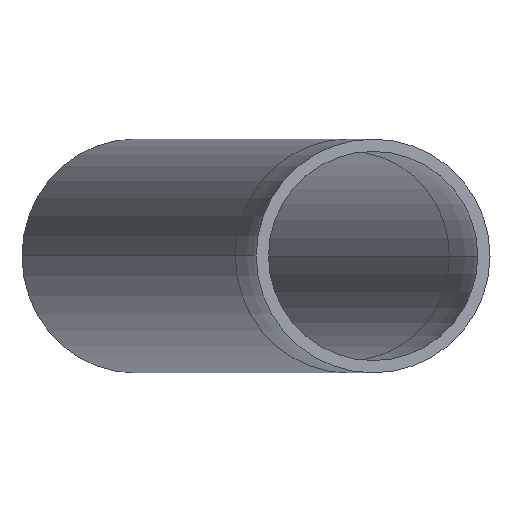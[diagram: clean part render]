
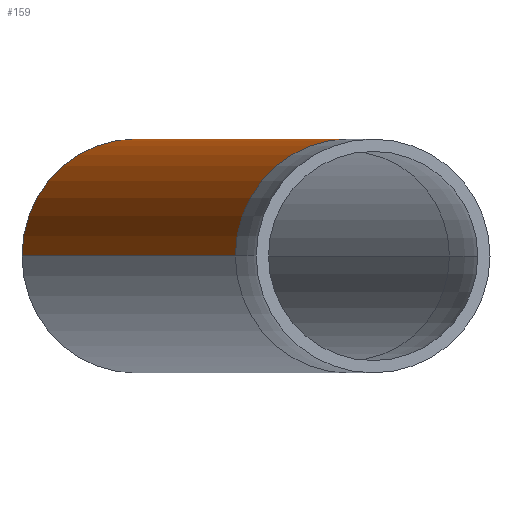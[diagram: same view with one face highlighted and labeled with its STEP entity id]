
A CAD part, left-side view. The second image highlights one B-rep face of the part: STEP entity #159.
In plain terms, the highlighted cylindrical face has radius 57.15 mm (diameter 114.3 mm), a partial arc.
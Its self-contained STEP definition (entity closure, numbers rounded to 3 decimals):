
#1 = DIRECTION ( 'NONE',  ( -0.966, -0.259, 0. ) ) ;
#15 = EDGE_LOOP ( 'NONE', ( #21, #423, #223, #392 ) ) ;
#21 = ORIENTED_EDGE ( 'NONE', *, *, #25, .F. ) ;
#25 = EDGE_CURVE ( 'NONE', #164, #458, #167, .T. ) ;
#31 = EDGE_CURVE ( 'NONE', #458, #44, #137, .T. ) ;
#44 = VERTEX_POINT ( 'NONE', #451 ) ;
#60 = CARTESIAN_POINT ( 'NONE',  ( 884.667, 116.469, 0. ) ) ;
#66 = CARTESIAN_POINT ( 'NONE',  ( 480.48, 67.333, 0. ) ) ;
#75 = DIRECTION ( 'NONE',  ( -0.966, -0.259, 0. ) ) ;
#97 = DIRECTION ( 'NONE',  ( -0.966, -0.259, 0. ) ) ;
#117 = AXIS2_PLACEMENT_3D ( 'NONE', #60, #440, #486 ) ;
#121 = VERTEX_POINT ( 'NONE', #66 ) ;
#129 = VECTOR ( 'NONE', #75, 1000. ) ;
#137 = LINE ( 'NONE', #154, #462 ) ;
#144 = AXIS2_PLACEMENT_3D ( 'NONE', #444, #97, #255 ) ;
#151 = DIRECTION ( 'NONE',  ( -0.259, 0.966, 0. ) ) ;
#154 = CARTESIAN_POINT ( 'NONE',  ( 899.458, 61.266, 0. ) ) ;
#157 = EDGE_CURVE ( 'NONE', #121, #44, #290, .T. ) ;
#159 = ADVANCED_FACE ( 'NONE', ( #329 ), #480, .T. ) ;
#163 = CARTESIAN_POINT ( 'NONE',  ( 869.875, 171.671, 0. ) ) ;
#164 = VERTEX_POINT ( 'NONE', #460 ) ;
#167 = CIRCLE ( 'NONE', #117, 57.15 ) ;
#176 = CARTESIAN_POINT ( 'NONE',  ( 495.271, 12.13, 0. ) ) ;
#178 = AXIS2_PLACEMENT_3D ( 'NONE', #176, #221, #151 ) ;
#196 = LINE ( 'NONE', #163, #129 ) ;
#221 = DIRECTION ( 'NONE',  ( 0.966, 0.259, 0. ) ) ;
#222 = EDGE_CURVE ( 'NONE', #164, #121, #196, .T. ) ;
#223 = ORIENTED_EDGE ( 'NONE', *, *, #157, .T. ) ;
#255 = DIRECTION ( 'NONE',  ( 0.259, -0.966, 0. ) ) ;
#290 = CIRCLE ( 'NONE', #178, 57.15 ) ;
#329 = FACE_OUTER_BOUND ( 'NONE', #15, .T. ) ;
#392 = ORIENTED_EDGE ( 'NONE', *, *, #31, .F. ) ;
#423 = ORIENTED_EDGE ( 'NONE', *, *, #222, .T. ) ;
#440 = DIRECTION ( 'NONE',  ( 0.966, 0.259, 0. ) ) ;
#444 = CARTESIAN_POINT ( 'NONE',  ( 884.667, 116.469, 0. ) ) ;
#451 = CARTESIAN_POINT ( 'NONE',  ( 510.063, -43.072, 0. ) ) ;
#458 = VERTEX_POINT ( 'NONE', #482 ) ;
#460 = CARTESIAN_POINT ( 'NONE',  ( 869.875, 171.671, 0. ) ) ;
#462 = VECTOR ( 'NONE', #1, 1000. ) ;
#480 = CYLINDRICAL_SURFACE ( 'NONE', #144, 57.15 ) ;
#482 = CARTESIAN_POINT ( 'NONE',  ( 899.458, 61.266, 0. ) ) ;
#486 = DIRECTION ( 'NONE',  ( 0., 0., -1. ) ) ;
